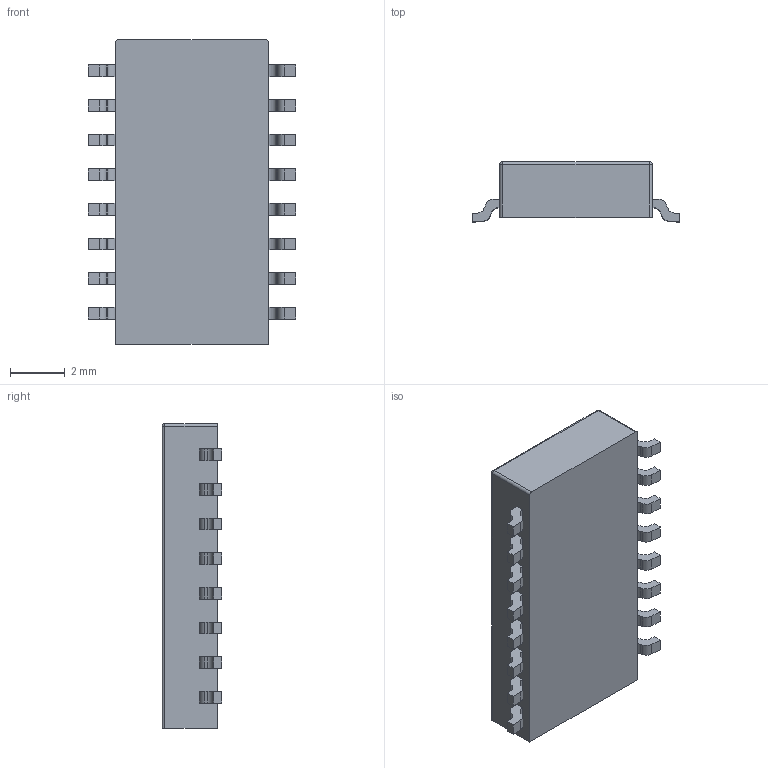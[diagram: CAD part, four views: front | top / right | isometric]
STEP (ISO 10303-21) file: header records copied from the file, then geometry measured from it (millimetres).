
FILE_DESCRIPTION((''),'2;1');
FILE_NAME('4820P','2012-08-22T',('ryans'),('Bourns, Inc.'),'PRO/ENGINEER BY PARAMETRIC TECHNOLOGY CORPORATION, 2010100','PRO/ENGINEER BY PARAMETRIC TECHNOLOGY CORPORATION, 2010100','');
FILE_SCHEMA(('CONFIG_CONTROL_DESIGN'));
Length unit declared in the file: millimetre
Products named in the file (1): 4820P
Bounding box: 7.62 x 2.2 x 11.18 mm (x, y, z)
Volume: 129.7 mm3; surface area: 222.4 mm2
Topology: 1 solids, 1 shells, 221 faces, 603 edges, 400 vertices
Faces by surface type: plane 150, cylinder 69, sphere 2
Entity records: 7005 total; most frequent: CARTESIAN_POINT 1224, ORIENTED_EDGE 1206, DIRECTION 1183, EDGE_CURVE 603, VECTOR 465, LINE 465, VERTEX_POINT 400, AXIS2_PLACEMENT_3D 359
